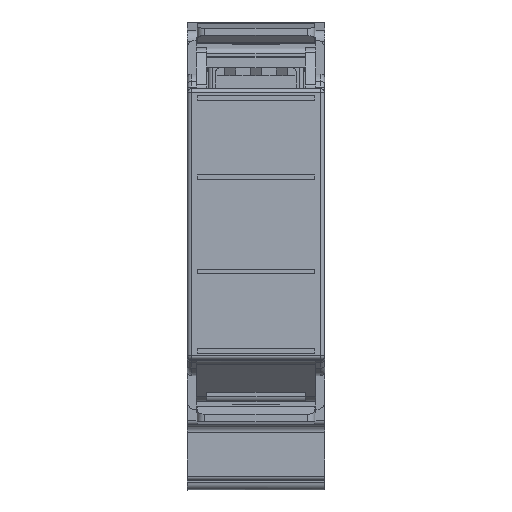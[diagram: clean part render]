
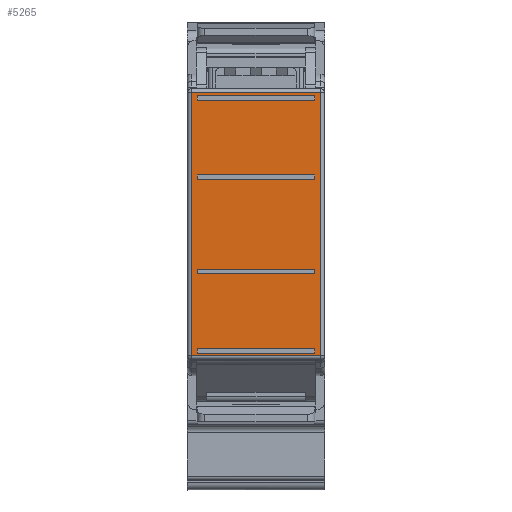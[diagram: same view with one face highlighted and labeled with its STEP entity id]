
A CAD part, top view. The second image highlights one B-rep face of the part: STEP entity #5265.
In plain terms, the highlighted planar face has unit normal (0, 0, 1).
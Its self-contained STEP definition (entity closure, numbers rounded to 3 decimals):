
#5102=AXIS2_PLACEMENT_3D('Plane Axis2P3D',#5099,#5100,#5101) ;
#2616=CARTESIAN_POINT('Vertex',(0.5,50.45,66.85)) ;
#2619=CARTESIAN_POINT('Line Origine',(17.5,50.45,66.85)) ;
#2623=CARTESIAN_POINT('Vertex',(17.,50.45,66.85)) ;
#5099=CARTESIAN_POINT('Axis2P3D Location',(17.5,50.95,66.85)) ;
#5104=CARTESIAN_POINT('Line Origine',(0.5,33.7,66.85)) ;
#5108=CARTESIAN_POINT('Vertex',(0.5,16.95,66.85)) ;
#5111=CARTESIAN_POINT('Line Origine',(8.75,16.95,66.85)) ;
#5115=CARTESIAN_POINT('Vertex',(17.,16.95,66.85)) ;
#5118=CARTESIAN_POINT('Line Origine',(17.,33.7,66.85)) ;
#5129=CARTESIAN_POINT('Line Origine',(8.75,17.3,66.85)) ;
#5133=CARTESIAN_POINT('Vertex',(1.25,17.3,66.85)) ;
#5135=CARTESIAN_POINT('Vertex',(16.25,17.3,66.85)) ;
#5138=CARTESIAN_POINT('Line Origine',(1.25,17.6,66.85)) ;
#5142=CARTESIAN_POINT('Vertex',(1.25,17.9,66.85)) ;
#5145=CARTESIAN_POINT('Line Origine',(8.75,17.9,66.85)) ;
#5149=CARTESIAN_POINT('Vertex',(16.25,17.9,66.85)) ;
#5152=CARTESIAN_POINT('Line Origine',(16.25,17.6,66.85)) ;
#5163=CARTESIAN_POINT('Line Origine',(8.75,28.,66.85)) ;
#5167=CARTESIAN_POINT('Vertex',(16.25,28.,66.85)) ;
#5169=CARTESIAN_POINT('Vertex',(1.25,28.,66.85)) ;
#5172=CARTESIAN_POINT('Line Origine',(16.25,27.7,66.85)) ;
#5176=CARTESIAN_POINT('Vertex',(16.25,27.4,66.85)) ;
#5179=CARTESIAN_POINT('Line Origine',(8.75,27.4,66.85)) ;
#5183=CARTESIAN_POINT('Vertex',(1.25,27.4,66.85)) ;
#5186=CARTESIAN_POINT('Line Origine',(1.25,27.7,66.85)) ;
#5197=CARTESIAN_POINT('Line Origine',(8.75,39.4,66.85)) ;
#5201=CARTESIAN_POINT('Vertex',(1.25,39.4,66.85)) ;
#5203=CARTESIAN_POINT('Vertex',(16.25,39.4,66.85)) ;
#5206=CARTESIAN_POINT('Line Origine',(1.25,39.7,66.85)) ;
#5210=CARTESIAN_POINT('Vertex',(1.25,40.,66.85)) ;
#5213=CARTESIAN_POINT('Line Origine',(8.75,40.,66.85)) ;
#5217=CARTESIAN_POINT('Vertex',(16.25,40.,66.85)) ;
#5220=CARTESIAN_POINT('Line Origine',(16.25,39.7,66.85)) ;
#5231=CARTESIAN_POINT('Line Origine',(1.25,49.8,66.85)) ;
#5235=CARTESIAN_POINT('Vertex',(1.25,50.1,66.85)) ;
#5237=CARTESIAN_POINT('Vertex',(1.25,49.5,66.85)) ;
#5240=CARTESIAN_POINT('Line Origine',(8.75,50.1,66.85)) ;
#5244=CARTESIAN_POINT('Vertex',(16.25,50.1,66.85)) ;
#5247=CARTESIAN_POINT('Line Origine',(16.25,49.8,66.85)) ;
#5251=CARTESIAN_POINT('Vertex',(16.25,49.5,66.85)) ;
#5254=CARTESIAN_POINT('Line Origine',(8.75,49.5,66.85)) ;
#2620=DIRECTION('Vector Direction',(1.,0.,0.)) ;
#5100=DIRECTION('Axis2P3D Direction',(0.,0.,1.)) ;
#5101=DIRECTION('Axis2P3D XDirection',(0.,1.,0.)) ;
#5105=DIRECTION('Vector Direction',(0.,-1.,0.)) ;
#5112=DIRECTION('Vector Direction',(1.,0.,0.)) ;
#5119=DIRECTION('Vector Direction',(0.,1.,0.)) ;
#5130=DIRECTION('Vector Direction',(1.,0.,0.)) ;
#5139=DIRECTION('Vector Direction',(0.,-1.,0.)) ;
#5146=DIRECTION('Vector Direction',(-1.,0.,0.)) ;
#5153=DIRECTION('Vector Direction',(0.,1.,0.)) ;
#5164=DIRECTION('Vector Direction',(-1.,0.,0.)) ;
#5173=DIRECTION('Vector Direction',(0.,1.,0.)) ;
#5180=DIRECTION('Vector Direction',(1.,0.,0.)) ;
#5187=DIRECTION('Vector Direction',(0.,-1.,0.)) ;
#5198=DIRECTION('Vector Direction',(1.,0.,0.)) ;
#5207=DIRECTION('Vector Direction',(0.,-1.,0.)) ;
#5214=DIRECTION('Vector Direction',(-1.,0.,0.)) ;
#5221=DIRECTION('Vector Direction',(0.,1.,0.)) ;
#5232=DIRECTION('Vector Direction',(0.,-1.,0.)) ;
#5241=DIRECTION('Vector Direction',(-1.,0.,0.)) ;
#5248=DIRECTION('Vector Direction',(0.,1.,0.)) ;
#5255=DIRECTION('Vector Direction',(1.,0.,0.)) ;
#2621=VECTOR('Line Direction',#2620,1.) ;
#5106=VECTOR('Line Direction',#5105,1.) ;
#5113=VECTOR('Line Direction',#5112,1.) ;
#5120=VECTOR('Line Direction',#5119,1.) ;
#5131=VECTOR('Line Direction',#5130,1.) ;
#5140=VECTOR('Line Direction',#5139,1.) ;
#5147=VECTOR('Line Direction',#5146,1.) ;
#5154=VECTOR('Line Direction',#5153,1.) ;
#5165=VECTOR('Line Direction',#5164,1.) ;
#5174=VECTOR('Line Direction',#5173,1.) ;
#5181=VECTOR('Line Direction',#5180,1.) ;
#5188=VECTOR('Line Direction',#5187,1.) ;
#5199=VECTOR('Line Direction',#5198,1.) ;
#5208=VECTOR('Line Direction',#5207,1.) ;
#5215=VECTOR('Line Direction',#5214,1.) ;
#5222=VECTOR('Line Direction',#5221,1.) ;
#5233=VECTOR('Line Direction',#5232,1.) ;
#5242=VECTOR('Line Direction',#5241,1.) ;
#5249=VECTOR('Line Direction',#5248,1.) ;
#5256=VECTOR('Line Direction',#5255,1.) ;
#5124=ORIENTED_EDGE('',*,*,#5110,.T.) ;
#5125=ORIENTED_EDGE('',*,*,#5117,.T.) ;
#5126=ORIENTED_EDGE('',*,*,#5122,.T.) ;
#5127=ORIENTED_EDGE('',*,*,#2625,.T.) ;
#5158=ORIENTED_EDGE('',*,*,#5137,.F.) ;
#5159=ORIENTED_EDGE('',*,*,#5144,.F.) ;
#5160=ORIENTED_EDGE('',*,*,#5151,.F.) ;
#5161=ORIENTED_EDGE('',*,*,#5156,.F.) ;
#5192=ORIENTED_EDGE('',*,*,#5171,.F.) ;
#5193=ORIENTED_EDGE('',*,*,#5178,.F.) ;
#5194=ORIENTED_EDGE('',*,*,#5185,.F.) ;
#5195=ORIENTED_EDGE('',*,*,#5190,.F.) ;
#5226=ORIENTED_EDGE('',*,*,#5205,.F.) ;
#5227=ORIENTED_EDGE('',*,*,#5212,.F.) ;
#5228=ORIENTED_EDGE('',*,*,#5219,.F.) ;
#5229=ORIENTED_EDGE('',*,*,#5224,.F.) ;
#5260=ORIENTED_EDGE('',*,*,#5239,.F.) ;
#5261=ORIENTED_EDGE('',*,*,#5246,.F.) ;
#5262=ORIENTED_EDGE('',*,*,#5253,.F.) ;
#5263=ORIENTED_EDGE('',*,*,#5258,.F.) ;
#5162=FACE_BOUND('',#5157,.T.) ;
#5196=FACE_BOUND('',#5191,.T.) ;
#5230=FACE_BOUND('',#5225,.T.) ;
#5264=FACE_BOUND('',#5259,.T.) ;
#5265=ADVANCED_FACE('8946960000.1 drehen\\J90023A0004H50.1\\Aufsatz-Linear austragen1',(#5128,#5162,#5196,#5230,#5264),#5103,.T.) ;
#2625=EDGE_CURVE('',#2624,#2617,#2622,.F.) ;
#5110=EDGE_CURVE('',#2617,#5109,#5107,.T.) ;
#5117=EDGE_CURVE('',#5109,#5116,#5114,.T.) ;
#5122=EDGE_CURVE('',#5116,#2624,#5121,.T.) ;
#5137=EDGE_CURVE('',#5134,#5136,#5132,.T.) ;
#5144=EDGE_CURVE('',#5143,#5134,#5141,.T.) ;
#5151=EDGE_CURVE('',#5150,#5143,#5148,.T.) ;
#5156=EDGE_CURVE('',#5136,#5150,#5155,.T.) ;
#5171=EDGE_CURVE('',#5168,#5170,#5166,.T.) ;
#5178=EDGE_CURVE('',#5177,#5168,#5175,.T.) ;
#5185=EDGE_CURVE('',#5184,#5177,#5182,.T.) ;
#5190=EDGE_CURVE('',#5170,#5184,#5189,.T.) ;
#5205=EDGE_CURVE('',#5202,#5204,#5200,.T.) ;
#5212=EDGE_CURVE('',#5211,#5202,#5209,.T.) ;
#5219=EDGE_CURVE('',#5218,#5211,#5216,.T.) ;
#5224=EDGE_CURVE('',#5204,#5218,#5223,.T.) ;
#5239=EDGE_CURVE('',#5236,#5238,#5234,.T.) ;
#5246=EDGE_CURVE('',#5245,#5236,#5243,.T.) ;
#5253=EDGE_CURVE('',#5252,#5245,#5250,.T.) ;
#5258=EDGE_CURVE('',#5238,#5252,#5257,.T.) ;
#5123=EDGE_LOOP('',(#5124,#5125,#5126,#5127)) ;
#5157=EDGE_LOOP('',(#5158,#5159,#5160,#5161)) ;
#5191=EDGE_LOOP('',(#5192,#5193,#5194,#5195)) ;
#5225=EDGE_LOOP('',(#5226,#5227,#5228,#5229)) ;
#5259=EDGE_LOOP('',(#5260,#5261,#5262,#5263)) ;
#5128=FACE_OUTER_BOUND('',#5123,.T.) ;
#2622=LINE('Line',#2619,#2621) ;
#5107=LINE('Line',#5104,#5106) ;
#5114=LINE('Line',#5111,#5113) ;
#5121=LINE('Line',#5118,#5120) ;
#5132=LINE('Line',#5129,#5131) ;
#5141=LINE('Line',#5138,#5140) ;
#5148=LINE('Line',#5145,#5147) ;
#5155=LINE('Line',#5152,#5154) ;
#5166=LINE('Line',#5163,#5165) ;
#5175=LINE('Line',#5172,#5174) ;
#5182=LINE('Line',#5179,#5181) ;
#5189=LINE('Line',#5186,#5188) ;
#5200=LINE('Line',#5197,#5199) ;
#5209=LINE('Line',#5206,#5208) ;
#5216=LINE('Line',#5213,#5215) ;
#5223=LINE('Line',#5220,#5222) ;
#5234=LINE('Line',#5231,#5233) ;
#5243=LINE('Line',#5240,#5242) ;
#5250=LINE('Line',#5247,#5249) ;
#5257=LINE('Line',#5254,#5256) ;
#5103=PLANE('',#5102) ;
#2617=VERTEX_POINT('',#2616) ;
#2624=VERTEX_POINT('',#2623) ;
#5109=VERTEX_POINT('',#5108) ;
#5116=VERTEX_POINT('',#5115) ;
#5134=VERTEX_POINT('',#5133) ;
#5136=VERTEX_POINT('',#5135) ;
#5143=VERTEX_POINT('',#5142) ;
#5150=VERTEX_POINT('',#5149) ;
#5168=VERTEX_POINT('',#5167) ;
#5170=VERTEX_POINT('',#5169) ;
#5177=VERTEX_POINT('',#5176) ;
#5184=VERTEX_POINT('',#5183) ;
#5202=VERTEX_POINT('',#5201) ;
#5204=VERTEX_POINT('',#5203) ;
#5211=VERTEX_POINT('',#5210) ;
#5218=VERTEX_POINT('',#5217) ;
#5236=VERTEX_POINT('',#5235) ;
#5238=VERTEX_POINT('',#5237) ;
#5245=VERTEX_POINT('',#5244) ;
#5252=VERTEX_POINT('',#5251) ;
